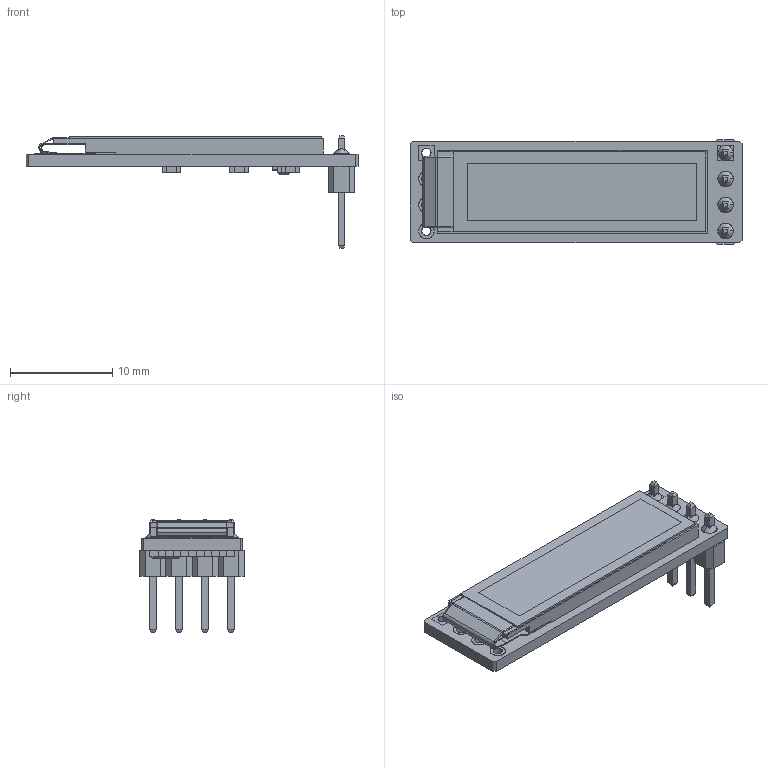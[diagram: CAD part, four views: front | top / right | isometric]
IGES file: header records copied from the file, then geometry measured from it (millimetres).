
Start section: SolidWorks IGES file using analytic representation for surfaces
Global section: file name: TFT Display 0.69_96x16.IGS; native system: SolidWorks 2022; preprocessor: SolidWorks 2022; author: Baco; date: 231113.005609; units: millimetre
Bounding box: 32.4 x 10.16 x 11 mm (x, y, z)
Surface area: 2198.6 mm2 (no closed solid volume)
Topology: 0 solids, 0 shells, 1299 faces, 10052 edges, 10052 vertices
Faces by surface type: bspline 1209, revolution 90
